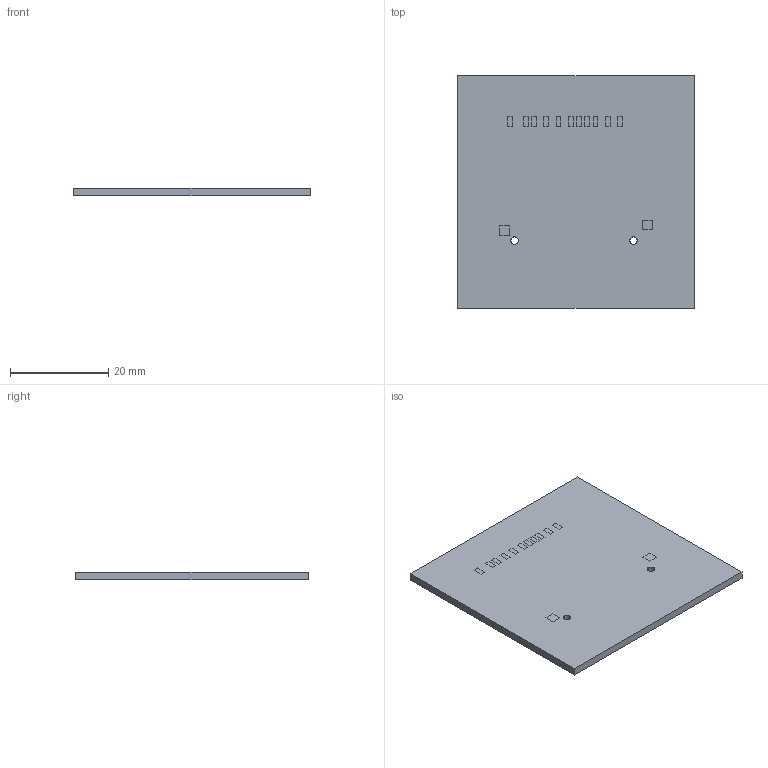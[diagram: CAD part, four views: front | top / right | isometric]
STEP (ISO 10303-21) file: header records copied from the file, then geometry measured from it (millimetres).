
FILE_DESCRIPTION(('FreeCAD Model'),'2;1');
FILE_NAME('Open CASCADE Shape Model','2024-08-29T08:00:55',(''),(''), 'Open CASCADE STEP processor 7.6','FreeCAD','Unknown');
FILE_SCHEMA(('AUTOMOTIVE_DESIGN { 1 0 10303 214 1 1 1 1 }'));
Length unit declared in the file: millimetre
Products named in the file (10): "TF-03A"-fp; topPads; TH-Drills; F.SilkS_; F.SilkS_outline_; F.CrtYd_; F.CrtYd_outline_; F.Fab_; F.Fab_outline_; PCB
Assembly tree (9 placements, depth 2):
  "TF-03A"-fp
    topPads
    TH-Drills
    F.SilkS_
    F.SilkS_outline_
    F.CrtYd_
    F.CrtYd_outline_
    F.Fab_
    F.Fab_outline_
    PCB
Bounding box: 48.23 x 47.33 x 1.6 mm (x, y, z)
Volume: 3600.8 mm3; surface area: 4965.6 mm2
Topology: 16 solids, 16 shells, 96 faces, 292 edges, 328 vertices
Faces by surface type: plane 88, cylinder 8
Full cylindrical faces by diameter (mm): 1.5 x2, 1.52 x2
Entity records: 3773 total; most frequent: CARTESIAN_POINT 726, DIRECTION 560, ORIENTED_EDGE 384, LINE 236, VECTOR 236, EDGE_CURVE 192, AXIS2_PLACEMENT_3D 162, VERTEX_POINT 128
